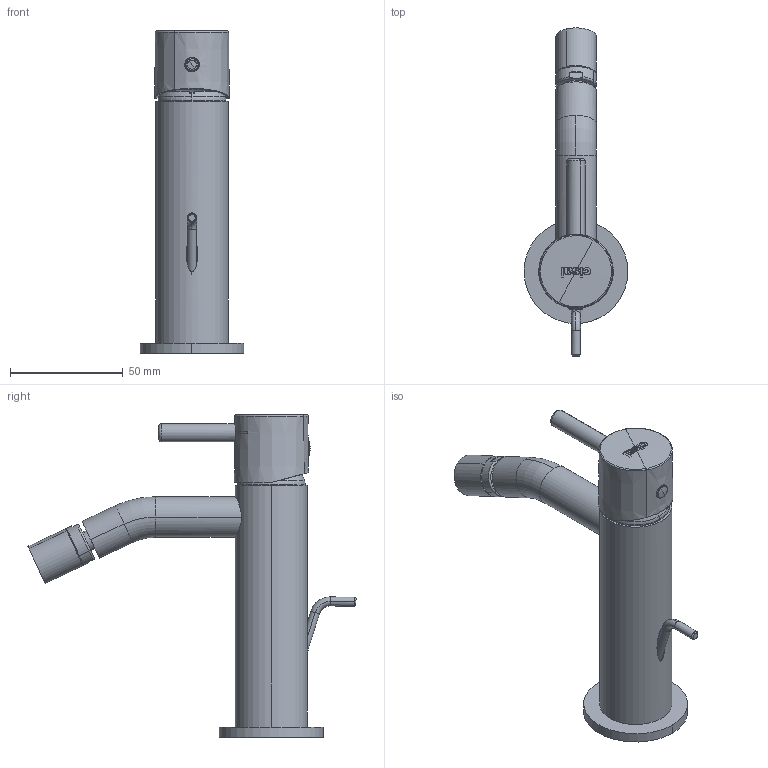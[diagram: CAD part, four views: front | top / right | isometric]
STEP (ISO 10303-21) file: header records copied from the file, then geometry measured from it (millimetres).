
FILE_DESCRIPTION(('CATIA V5 STEP Exchange','CAx-IF Rec.Pracs.--- Model Styling and Organization---1.5--- 2016-08-15','CAx-IF Rec.Pracs.---Supplemental Geometry---1.0---2011-11-01','CAx-IF Rec.Pracs.--- Composite Materials ---3.4---2017-06-13','CAx-IF Rec.Pracs.---Tessellated 3D Geometry---1.0---2015-12-17'),'2;1');
FILE_NAME('MI000554.stp','2024-06-20T11:42:58+00:00',('none'),('none'),'CATIA Version 5-6 Release 2020 SP2','CATIA V5 STEP AP242 v2','none');
FILE_SCHEMA(('AP242_MANAGED_MODEL_BASED_3D_ENGINEERING_MIM_LF {1 0 10303 442 1 1 4}'));
Length unit declared in the file: millimetre
Products named in the file (1): MI000554
Bounding box: 45.99 x 145.22 x 142.8 mm (x, y, z)
Volume: 16806.2 mm3; surface area: 34365.9 mm2
Topology: 7 solids, 177 shells, 447 faces, 1607 edges, 1355 vertices
Faces by surface type: cylinder 194, plane 120, cone 48, torus 34, sphere 23, revolution 16, bspline 12
Entity records: 20914 total; most frequent: CARTESIAN_POINT 8514, ORIENTED_EDGE 2309, DIRECTION 1748, EDGE_CURVE 1603, VERTEX_POINT 1355, AXIS2_PLACEMENT_3D 879, CIRCLE 551, B_SPLINE_CURVE_WITH_KNOTS 541
